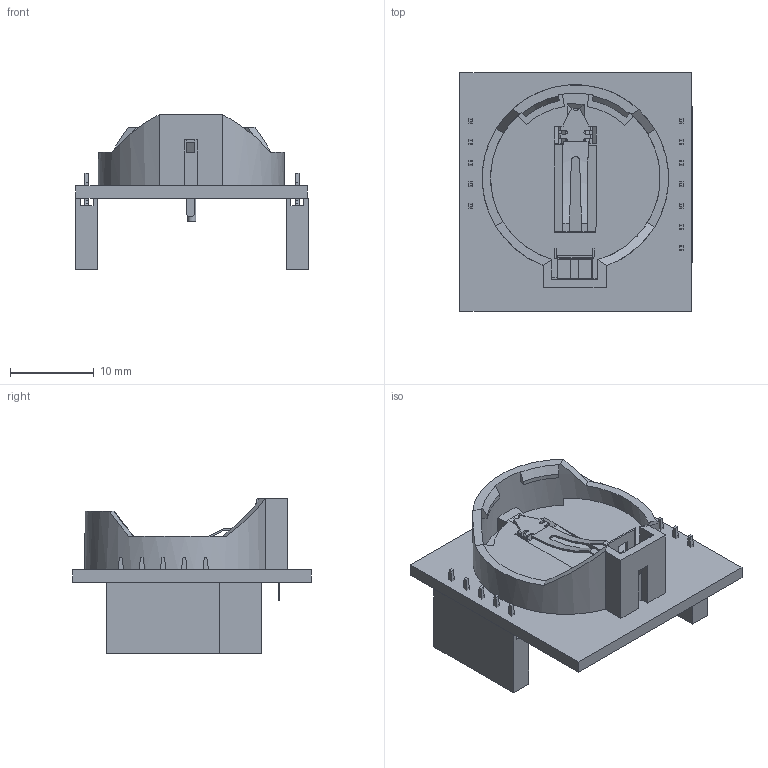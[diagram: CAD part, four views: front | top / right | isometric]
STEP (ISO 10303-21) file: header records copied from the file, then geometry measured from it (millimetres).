
FILE_DESCRIPTION(('STEP AP203'), '1');
FILE_NAME('Sborka', '', ('UNSPECIFIED'), ('UNSPECIFIED'), 'ASCON STEP Converter 1.6', 'ASCON Math Kernel', '');
FILE_SCHEMA(('CONFIG_CONTROL_DESIGN'));
Length unit declared in the file: millimetre
Products named in the file (12): BH-642; BH-642_Metal_minus; BH-642_Plastic; BH-642_Metal_plus
Assembly tree (22 placements, depth 3):
  (unnamed)
    (unnamed)
    (unnamed)
    BH-642
      BH-642_Metal_minus
      BH-642_Plastic
      BH-642_Metal_plus
    (unnamed)
      (unnamed)
      (unnamed)  x5
    (unnamed)
      (unnamed)
      (unnamed)  x7
Bounding box: 27.78 x 28.5 x 18.5 mm (x, y, z)
Volume: 2736.1 mm3; surface area: 5475.5 mm2
Topology: 18 solids, 18 shells, 762 faces, 2163 edges, 1420 vertices
Faces by surface type: plane 605, cylinder 155, cone 2
Entity records: 19181 total; most frequent: CARTESIAN_POINT 2693, ORIENTED_EDGE 2610, DIRECTION 2323, EDGE_CURVE 1305, LINE 1207, VECTOR 1207, VERTEX_POINT 848, AXIS2_PLACEMENT_3D 558
